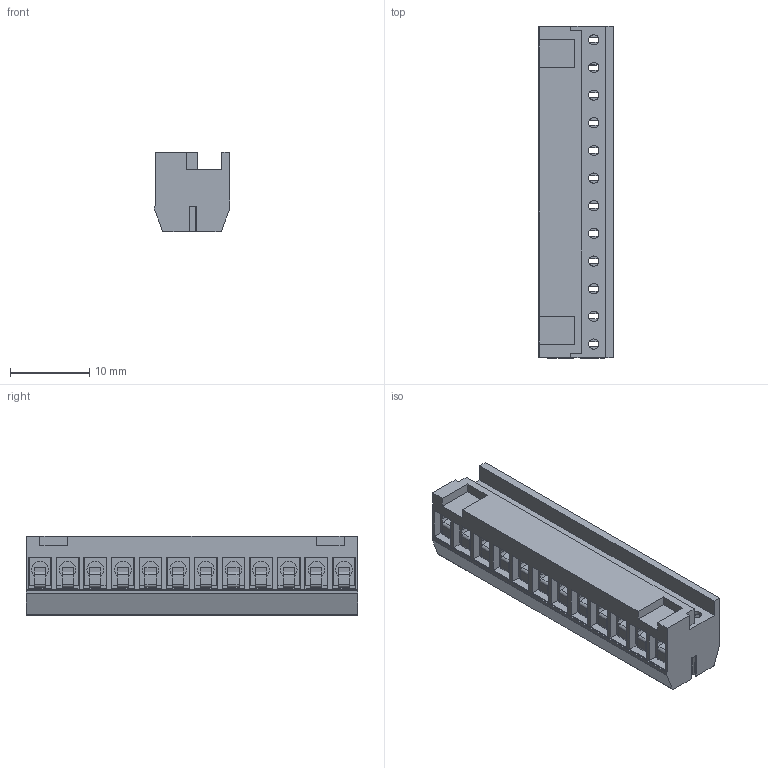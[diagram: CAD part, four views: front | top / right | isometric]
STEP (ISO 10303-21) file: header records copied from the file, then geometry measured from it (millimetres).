
FILE_DESCRIPTION((''),'2;1');
FILE_NAME('0','2024-11-15T14:22:52',('sheji'),(''),'CREO PARAMETRIC BY PTC INC, 2018100','CREO PARAMETRIC BY PTC INC, 2018100','');
FILE_SCHEMA(('CONFIG_CONTROL_DESIGN'));
Length unit declared in the file: millimetre
Products named in the file (1): 0
Bounding box: 9.5 x 42 x 10 mm (x, y, z)
Volume: 2941.4 mm3; surface area: 3279.9 mm2
Topology: 1 solids, 1 shells, 730 faces, 1860 edges, 1156 vertices
Faces by surface type: plane 430, cylinder 180, cone 48, bspline 36, extrusion 36
Entity records: 22872 total; most frequent: CARTESIAN_POINT 5220, ORIENTED_EDGE 3720, DIRECTION 3512, EDGE_CURVE 1860, VECTOR 1284, LINE 1248, VERTEX_POINT 1156, AXIS2_PLACEMENT_3D 1114
